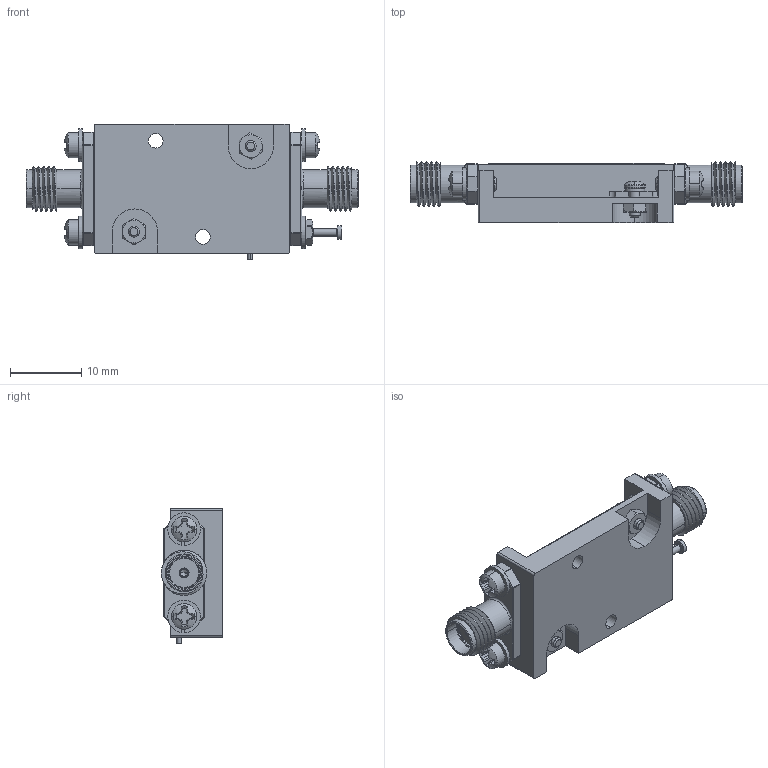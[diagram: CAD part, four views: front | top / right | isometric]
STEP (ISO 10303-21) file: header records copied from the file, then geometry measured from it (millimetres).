
FILE_DESCRIPTION (( 'STEP AP214' ), '1' );
FILE_NAME ('PEC-30-10M20-SFF-ROHS.STEP', '2024-07-25T14:32:31', ( '' ), ( '' ), 'SwSTEP 2.0', 'SolidWorks 2023', '' );
FILE_SCHEMA (( 'AUTOMOTIVE_DESIGN' ));
Length unit declared in the file: inch
Products named in the file (23): PL75-059 DC Feedthru 25-Mil-Pin OD-.076 BL-.20 MDH_TL-156 Custom 0.200 x 0.60; 1MILL BOND WIRE MDL 015_BOND WIRE 001; Part1^26948520 - Final Assembly; PE2-CVR COVER MDH; PL256-SW 2-56 Split Lock Washer (UNBENT) EMP; 1 Mill Bond Wire MDL 001_BOND WIRE 001; PEC-30-10M20-SFF-ROHS; PL80-099 SMA 12-Mil-Pin .625 FLANG .481 MOUNT CONNECTOR MDH_PL80-099; PL75-055 2-56 GND LUG MDH_91737A047; 27248520 - LABEL DMH; PL080-SLW OD P112 MDH; PL256-P3-16FI 2-56 Phillips Fillister Screw  0.1875 MDH_91737A047; PL080-HX 0-80 Undersize Hex Nut MDH_90730A001; PL75-034 RF Feedthru 12-Mil-PIN BL-0.055 BD-0.076 50 Ohm 290-06G MDH_40 MIL PIN; PL25-976 1000pF 30X30X6 MARGIN MDL_PL25-105; PE2-H-1W HOUSING SPU_PE2-H; 1MILL BOND WIRE MDL 009_BOND WIRE 001; 1 Mill Bond Wire MDL 002_BOND WIRE 001; PL080-PXXPH SPU_0.15625; 1MILL BOND WIRE MDL 016_BOND WIRE 001; 27344480 - Shim; 1MILL BOND WIRE MDL 007_BOND WIRE 001; PE2-C-2.0 BASE SPU_PE2-C
Assembly tree (42 placements, depth 2):
  PEC-30-10M20-SFF-ROHS
    PE2-H-1W HOUSING SPU_PE2-H
    PE2-C-2.0 BASE SPU_PE2-C
    PE2-CVR COVER MDH
    PL080-PXXPH SPU_0.15625  x2
    PL080-SLW OD P112 MDH  x2
    PL256-P3-16FI 2-56 Phillips Fillister Screw  0.1875 MDH_91737A047  x3
    PL080-HX 0-80 Undersize Hex Nut MDH_90730A001  x2
    PL256-SW 2-56 Split Lock Washer (UNBENT) EMP  x4
    PL75-055 2-56 GND LUG MDH_91737A047
    PL75-034 RF Feedthru 12-Mil-PIN BL-0.055 BD-0.076 50 Ohm 290-06G MDH_40 MIL PIN  x2
    PL75-059 DC Feedthru 25-Mil-Pin OD-.076 BL-.20 MDH_TL-156 Custom 0.200 x 0.60
    PL80-099 SMA 12-Mil-Pin .625 FLANG .481 MOUNT CONNECTOR MDH_PL80-099  x2
    1MILL BOND WIRE MDL 016_BOND WIRE 001
    1MILL BOND WIRE MDL 015_BOND WIRE 001
    1MILL BOND WIRE MDL 007_BOND WIRE 001
    1MILL BOND WIRE MDL 009_BOND WIRE 001
    PL25-976 1000pF 30X30X6 MARGIN MDL_PL25-105  x7
    1 Mill Bond Wire MDL 002_BOND WIRE 001  x3
    27344480 - Shim  x2
    1 Mill Bond Wire MDL 001_BOND WIRE 001  x2
    Part1^26948520 - Final Assembly
    27248520 - LABEL DMH
Bounding box: 46.48 x 8.56 x 18.92 mm (x, y, z)
Volume: 3115.1 mm3; surface area: 5317.4 mm2
Topology: 46 solids, 46 shells, 1247 faces, 3801 edges, 2758 vertices
Faces by surface type: plane 530, cylinder 361, torus 131, cone 110, sphere 71, bspline 44
Entity records: 39772 total; most frequent: CARTESIAN_POINT 14856, ORIENTED_EDGE 5460, DIRECTION 4503, EDGE_CURVE 2730, VERTEX_POINT 2131, AXIS2_PLACEMENT_3D 1555, LINE 1393, VECTOR 1393
